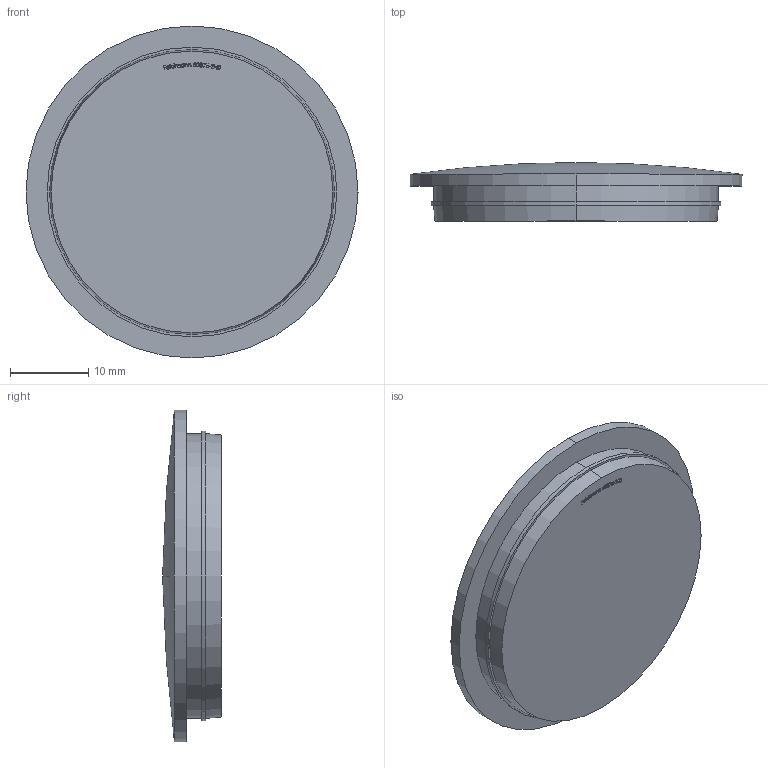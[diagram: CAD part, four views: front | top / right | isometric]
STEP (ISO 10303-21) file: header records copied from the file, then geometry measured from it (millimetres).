
FILE_DESCRIPTION (( 'STEP AP203' ), '1' );
FILE_NAME ('50876-240.step', '2018-11-30T09:17:23', ( '' ), ( '' ), 'SwSTEP 2.0', 'SolidWorks 2015', '' );
FILE_SCHEMA (( 'CONFIG_CONTROL_DESIGN' ));
Length unit declared in the file: millimetre
Products named in the file (1): 50876-240
Bounding box: 42.4 x 7.5 x 42.4 mm (x, y, z)
Volume: 7855.5 mm3; surface area: 3612.1 mm2
Topology: 1 solids, 1 shells, 238 faces, 622 edges, 415 vertices
Faces by surface type: plane 122, bspline 106, cylinder 6, cone 2, sphere 2
Entity records: 13271 total; most frequent: CARTESIAN_POINT 8038, ORIENTED_EDGE 1244, DIRECTION 696, EDGE_CURVE 622, VERTEX_POINT 415, LINE 390, VECTOR 390, EDGE_LOOP 267
